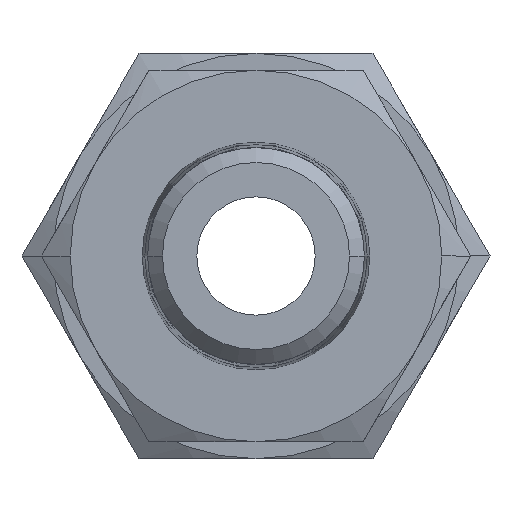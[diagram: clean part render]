
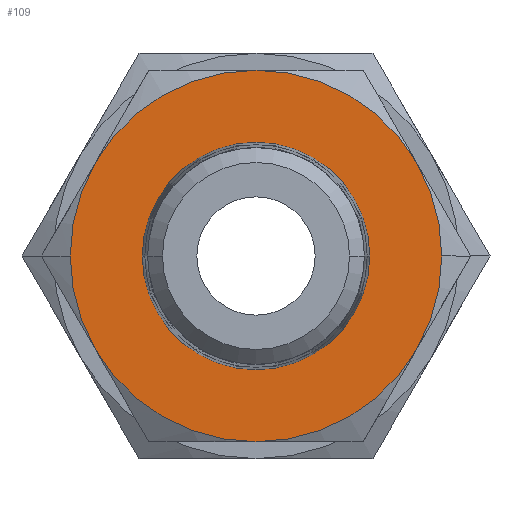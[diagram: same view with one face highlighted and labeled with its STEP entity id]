
A CAD part, front view. The second image highlights one B-rep face of the part: STEP entity #109.
In plain terms, the highlighted planar face has unit normal (0, -1, 0).
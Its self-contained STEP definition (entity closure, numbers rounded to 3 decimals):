
#109=ADVANCED_FACE('',(#244,#245),#246,.F.);
#244=FACE_BOUND('',#380,.T.);
#245=FACE_OUTER_BOUND('',#381,.T.);
#246=PLANE('',#382);
#380=EDGE_LOOP('',(#834,#835));
#381=EDGE_LOOP('',(#836,#837,#838,#839,#840,#841,#842,#843));
#382=AXIS2_PLACEMENT_3D('',#844,#845,#846);
#834=ORIENTED_EDGE('',*,*,#862,.T.);
#835=ORIENTED_EDGE('',*,*,#944,.T.);
#836=ORIENTED_EDGE('',*,*,#946,.F.);
#837=ORIENTED_EDGE('',*,*,#949,.F.);
#838=ORIENTED_EDGE('',*,*,#951,.F.);
#839=ORIENTED_EDGE('',*,*,#858,.F.);
#840=ORIENTED_EDGE('',*,*,#955,.F.);
#841=ORIENTED_EDGE('',*,*,#958,.F.);
#842=ORIENTED_EDGE('',*,*,#854,.F.);
#843=ORIENTED_EDGE('',*,*,#960,.F.);
#844=CARTESIAN_POINT('',(0.,0.0,0.));
#845=DIRECTION('',(0.0,1.0,0.0));
#846=DIRECTION('',(0.0,0.0,1.0));
#854=EDGE_CURVE('',#995,#998,#999,.T.);
#858=EDGE_CURVE('',#1004,#1002,#1006,.T.);
#862=EDGE_CURVE('',#1008,#1012,#1014,.T.);
#944=EDGE_CURVE('',#1012,#1008,#1144,.T.);
#946=EDGE_CURVE('',#1146,#1148,#1149,.T.);
#949=EDGE_CURVE('',#1152,#1146,#1154,.T.);
#951=EDGE_CURVE('',#1002,#1152,#1156,.T.);
#955=EDGE_CURVE('',#1160,#1004,#1162,.T.);
#958=EDGE_CURVE('',#998,#1160,#1166,.T.);
#960=EDGE_CURVE('',#1148,#995,#1168,.T.);
#995=VERTEX_POINT('',#1235);
#998=VERTEX_POINT('',#1239);
#999=CIRCLE('',#1240,11.0);
#1002=VERTEX_POINT('',#1254);
#1004=VERTEX_POINT('',#1257);
#1006=CIRCLE('',#1270,11.0);
#1008=VERTEX_POINT('',#1272);
#1012=VERTEX_POINT('',#1277);
#1014=CIRCLE('',#1280,6.734);
#1144=CIRCLE('',#1694,6.734);
#1146=VERTEX_POINT('',#1696);
#1148=VERTEX_POINT('',#1709);
#1149=CIRCLE('',#1710,11.0);
#1152=VERTEX_POINT('',#1724);
#1154=CIRCLE('',#1737,11.0);
#1156=CIRCLE('',#1750,11.0);
#1160=VERTEX_POINT('',#1776);
#1162=CIRCLE('',#1789,11.0);
#1166=CIRCLE('',#1815,11.0);
#1168=CIRCLE('',#1828,11.0);
#1235=CARTESIAN_POINT('',(11.0,0.0,0.));
#1239=CARTESIAN_POINT('',(9.526,0.0,-5.5));
#1240=AXIS2_PLACEMENT_3D('',#1984,#1985,#1986);
#1254=CARTESIAN_POINT('',(-11.0,0.0,0.));
#1257=CARTESIAN_POINT('',(-9.526,0.0,-5.5));
#1270=AXIS2_PLACEMENT_3D('',#1988,#1989,#1990);
#1272=CARTESIAN_POINT('',(6.734,0.0,0.0));
#1277=CARTESIAN_POINT('',(-6.734,0.0,0.));
#1280=AXIS2_PLACEMENT_3D('',#1996,#1997,#1998);
#1694=AXIS2_PLACEMENT_3D('',#2130,#2131,#2132);
#1696=CARTESIAN_POINT('',(0.,0.0,11.0));
#1709=CARTESIAN_POINT('',(9.526,0.0,5.5));
#1710=AXIS2_PLACEMENT_3D('',#2133,#2134,#2135);
#1724=CARTESIAN_POINT('',(-9.526,0.0,5.5));
#1737=AXIS2_PLACEMENT_3D('',#2136,#2137,#2138);
#1750=AXIS2_PLACEMENT_3D('',#2139,#2140,#2141);
#1776=CARTESIAN_POINT('',(0.0,0.0,-11.0));
#1789=AXIS2_PLACEMENT_3D('',#2142,#2143,#2144);
#1815=AXIS2_PLACEMENT_3D('',#2145,#2146,#2147);
#1828=AXIS2_PLACEMENT_3D('',#2148,#2149,#2150);
#1984=CARTESIAN_POINT('',(0.0,0.0,0.0));
#1985=DIRECTION('',(-0.0,1.0,0.0));
#1986=DIRECTION('',(1.0,0.0,0.0));
#1988=CARTESIAN_POINT('',(0.0,0.0,0.0));
#1989=DIRECTION('',(-0.0,1.0,0.0));
#1990=DIRECTION('',(1.0,0.0,0.0));
#1996=CARTESIAN_POINT('',(0.0,0.0,0.0));
#1997=DIRECTION('',(-0.0,1.0,0.0));
#1998=DIRECTION('',(1.0,0.0,0.0));
#2130=CARTESIAN_POINT('',(0.0,0.0,0.0));
#2131=DIRECTION('',(-0.0,1.0,0.0));
#2132=DIRECTION('',(1.0,0.0,0.0));
#2133=CARTESIAN_POINT('',(0.0,0.0,0.0));
#2134=DIRECTION('',(-0.0,1.0,0.0));
#2135=DIRECTION('',(1.0,0.0,0.0));
#2136=CARTESIAN_POINT('',(0.0,0.0,0.0));
#2137=DIRECTION('',(-0.0,1.0,0.0));
#2138=DIRECTION('',(1.0,0.0,0.0));
#2139=CARTESIAN_POINT('',(0.0,0.0,0.0));
#2140=DIRECTION('',(-0.0,1.0,0.0));
#2141=DIRECTION('',(1.0,0.0,0.0));
#2142=CARTESIAN_POINT('',(0.0,0.0,0.0));
#2143=DIRECTION('',(-0.0,1.0,0.0));
#2144=DIRECTION('',(1.0,0.0,0.0));
#2145=CARTESIAN_POINT('',(0.0,0.0,0.0));
#2146=DIRECTION('',(-0.0,1.0,0.0));
#2147=DIRECTION('',(1.0,0.0,0.0));
#2148=CARTESIAN_POINT('',(0.0,0.0,0.0));
#2149=DIRECTION('',(-0.0,1.0,0.0));
#2150=DIRECTION('',(1.0,0.0,0.0));
